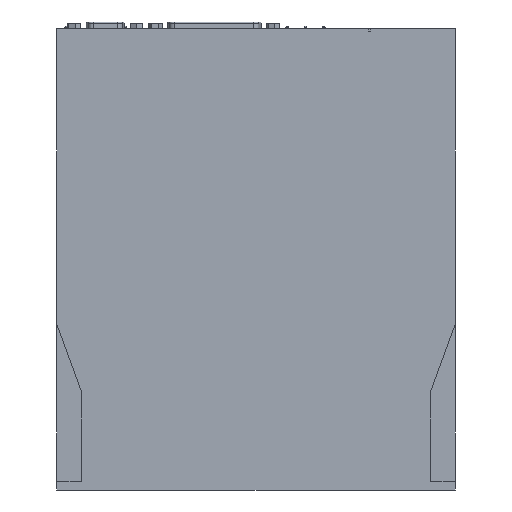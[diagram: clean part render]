
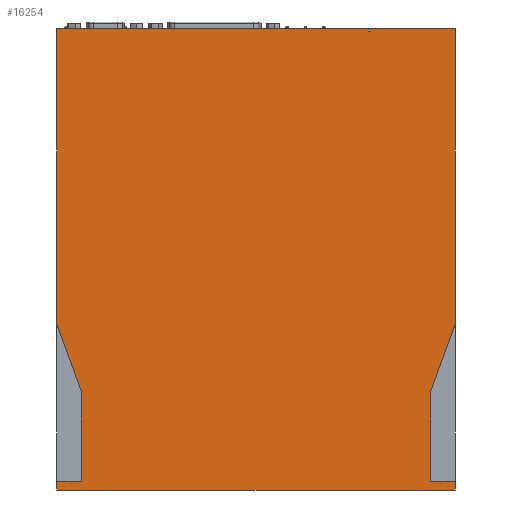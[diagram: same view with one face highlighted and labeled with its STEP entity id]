
A CAD part, front view. The second image highlights one B-rep face of the part: STEP entity #16254.
In plain terms, the highlighted planar face has unit normal (0, -1, 0).
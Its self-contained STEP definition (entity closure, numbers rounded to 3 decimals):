
#116 = LINE ( 'NONE', #11973, #17941 ) ;
#257 = VERTEX_POINT ( 'NONE', #13147 ) ;
#331 = VERTEX_POINT ( 'NONE', #8370 ) ;
#400 = CARTESIAN_POINT ( 'NONE',  ( 45., -32.5, 185. ) ) ;
#756 = EDGE_LOOP ( 'NONE', ( #17184, #14079, #19012, #11613, #15056, #7535, #2631, #3356, #17875, #11357, #8776, #17776, #12094, #13869, #6008, #14582 ) ) ;
#787 = VECTOR ( 'NONE', #19256, 1000. ) ;
#790 = CARTESIAN_POINT ( 'NONE',  ( -80., -32.5, 185. ) ) ;
#1075 = LINE ( 'NONE', #8759, #8851 ) ;
#1567 = DIRECTION ( 'NONE',  ( 1., 0., 0. ) ) ;
#1748 = LINE ( 'NONE', #3508, #7002 ) ;
#1989 = LINE ( 'NONE', #9915, #8289 ) ;
#2428 = VECTOR ( 'NONE', #13360, 1000. ) ;
#2631 = ORIENTED_EDGE ( 'NONE', *, *, #14156, .T. ) ;
#2669 = VERTEX_POINT ( 'NONE', #4607 ) ;
#2764 = LINE ( 'NONE', #21633, #7035 ) ;
#2796 = CARTESIAN_POINT ( 'NONE',  ( 70., -32.5, 0. ) ) ;
#3316 = CARTESIAN_POINT ( 'NONE',  ( 0., -32.5, 3.5 ) ) ;
#3356 = ORIENTED_EDGE ( 'NONE', *, *, #15902, .T. ) ;
#3399 = DIRECTION ( 'NONE',  ( 1., 0., 0. ) ) ;
#3508 = CARTESIAN_POINT ( 'NONE',  ( -80., -32.5, 0. ) ) ;
#3872 = VERTEX_POINT ( 'NONE', #4586 ) ;
#4308 = EDGE_CURVE ( 'NONE', #257, #3872, #21660, .T. ) ;
#4411 = VERTEX_POINT ( 'NONE', #5081 ) ;
#4586 = CARTESIAN_POINT ( 'NONE',  ( 46., -32.5, 185. ) ) ;
#4607 = CARTESIAN_POINT ( 'NONE',  ( 70., -32.5, 39.351 ) ) ;
#4984 = DIRECTION ( 'NONE',  ( 0., 0., 1. ) ) ;
#5081 = CARTESIAN_POINT ( 'NONE',  ( -80., -32.5, 0. ) ) ;
#5250 = EDGE_CURVE ( 'NONE', #2669, #7930, #15903, .T. ) ;
#5377 = LINE ( 'NONE', #15195, #14318 ) ;
#5425 = CARTESIAN_POINT ( 'NONE',  ( 80., -32.5, 0. ) ) ;
#5474 = DIRECTION ( 'NONE',  ( 0., 0., -1. ) ) ;
#6008 = ORIENTED_EDGE ( 'NONE', *, *, #4308, .F. ) ;
#6413 = EDGE_CURVE ( 'NONE', #19247, #11986, #2764, .T. ) ;
#6432 = CARTESIAN_POINT ( 'NONE',  ( 70., -32.5, 3.5 ) ) ;
#6810 = CARTESIAN_POINT ( 'NONE',  ( -80., -32.5, 185. ) ) ;
#7002 = VECTOR ( 'NONE', #9982, 1000. ) ;
#7035 = VECTOR ( 'NONE', #16314, 1000. ) ;
#7107 = VECTOR ( 'NONE', #8140, 1000. ) ;
#7455 = EDGE_CURVE ( 'NONE', #21348, #19987, #12824, .T. ) ;
#7535 = ORIENTED_EDGE ( 'NONE', *, *, #10922, .F. ) ;
#7674 = EDGE_CURVE ( 'NONE', #20502, #18396, #19380, .T. ) ;
#7825 = VECTOR ( 'NONE', #15117, 1000. ) ;
#7930 = VERTEX_POINT ( 'NONE', #9956 ) ;
#8111 = VERTEX_POINT ( 'NONE', #12489 ) ;
#8133 = CARTESIAN_POINT ( 'NONE',  ( 80., -32.5, 185. ) ) ;
#8140 = DIRECTION ( 'NONE',  ( 1., 0., 0. ) ) ;
#8215 = DIRECTION ( 'NONE',  ( 0., 0., -1. ) ) ;
#8289 = VECTOR ( 'NONE', #4984, 1000. ) ;
#8370 = CARTESIAN_POINT ( 'NONE',  ( -70., -32.5, 3.5 ) ) ;
#8466 = CARTESIAN_POINT ( 'NONE',  ( -80., -32.5, 185. ) ) ;
#8569 = LINE ( 'NONE', #8466, #7825 ) ;
#8743 = EDGE_CURVE ( 'NONE', #15257, #7930, #1075, .T. ) ;
#8759 = CARTESIAN_POINT ( 'NONE',  ( 80., -32.5, 185. ) ) ;
#8776 = ORIENTED_EDGE ( 'NONE', *, *, #17078, .T. ) ;
#8851 = VECTOR ( 'NONE', #14498, 1000. ) ;
#9214 = LINE ( 'NONE', #790, #12587 ) ;
#9307 = CARTESIAN_POINT ( 'NONE',  ( -80., -32.5, 185. ) ) ;
#9362 = DIRECTION ( 'NONE',  ( 0.342, 0., 0.94 ) ) ;
#9915 = CARTESIAN_POINT ( 'NONE',  ( -70., -32.5, 0. ) ) ;
#9956 = CARTESIAN_POINT ( 'NONE',  ( 80., -32.5, 66.825 ) ) ;
#9982 = DIRECTION ( 'NONE',  ( 1., 0., 0. ) ) ;
#10068 = VECTOR ( 'NONE', #5474, 1000. ) ;
#10725 = CARTESIAN_POINT ( 'NONE',  ( -70., -32.5, 39.351 ) ) ;
#10870 = EDGE_CURVE ( 'NONE', #3872, #15257, #16659, .T. ) ;
#10903 = EDGE_CURVE ( 'NONE', #8111, #18396, #8569, .T. ) ;
#10922 = EDGE_CURVE ( 'NONE', #16548, #331, #19864, .T. ) ;
#11342 = CARTESIAN_POINT ( 'NONE',  ( -80., -32.5, 66.825 ) ) ;
#11357 = ORIENTED_EDGE ( 'NONE', *, *, #7455, .F. ) ;
#11367 = DIRECTION ( 'NONE',  ( 1., 0., 0. ) ) ;
#11406 = PLANE ( 'NONE',  #20431 ) ;
#11613 = ORIENTED_EDGE ( 'NONE', *, *, #6413, .F. ) ;
#11717 = CARTESIAN_POINT ( 'NONE',  ( 45., -32.5, 184. ) ) ;
#11973 = CARTESIAN_POINT ( 'NONE',  ( 80., -32.5, 185. ) ) ;
#11986 = VERTEX_POINT ( 'NONE', #11342 ) ;
#12094 = ORIENTED_EDGE ( 'NONE', *, *, #8743, .F. ) ;
#12489 = CARTESIAN_POINT ( 'NONE',  ( -80., -32.5, 185. ) ) ;
#12587 = VECTOR ( 'NONE', #20949, 1000. ) ;
#12647 = DIRECTION ( 'NONE',  ( 1., 0., 0. ) ) ;
#12809 = EDGE_CURVE ( 'NONE', #331, #19247, #1989, .T. ) ;
#12824 = LINE ( 'NONE', #21453, #19072 ) ;
#13147 = CARTESIAN_POINT ( 'NONE',  ( 46., -32.5, 184. ) ) ;
#13360 = DIRECTION ( 'NONE',  ( 0., 0., 1. ) ) ;
#13869 = ORIENTED_EDGE ( 'NONE', *, *, #10870, .F. ) ;
#14079 = ORIENTED_EDGE ( 'NONE', *, *, #10903, .F. ) ;
#14135 = DIRECTION ( 'NONE',  ( 0., 0., 1. ) ) ;
#14156 = EDGE_CURVE ( 'NONE', #16548, #4411, #9214, .T. ) ;
#14251 = VECTOR ( 'NONE', #14135, 1000. ) ;
#14318 = VECTOR ( 'NONE', #3399, 1000. ) ;
#14498 = DIRECTION ( 'NONE',  ( 0., 0., -1. ) ) ;
#14582 = ORIENTED_EDGE ( 'NONE', *, *, #17883, .F. ) ;
#15056 = ORIENTED_EDGE ( 'NONE', *, *, #12809, .F. ) ;
#15117 = DIRECTION ( 'NONE',  ( 1., 0., 0. ) ) ;
#15195 = CARTESIAN_POINT ( 'NONE',  ( 0., -32.5, 184. ) ) ;
#15257 = VERTEX_POINT ( 'NONE', #8133 ) ;
#15795 = EDGE_CURVE ( 'NONE', #19987, #16859, #116, .T. ) ;
#15902 = EDGE_CURVE ( 'NONE', #4411, #16859, #1748, .T. ) ;
#15903 = LINE ( 'NONE', #19208, #17581 ) ;
#16095 = CARTESIAN_POINT ( 'NONE',  ( 80., -32.5, 3.5 ) ) ;
#16254 = ADVANCED_FACE ( 'NONE', ( #17828 ), #11406, .F. ) ;
#16314 = DIRECTION ( 'NONE',  ( -0.342, 0., 0.94 ) ) ;
#16548 = VERTEX_POINT ( 'NONE', #18028 ) ;
#16659 = LINE ( 'NONE', #6810, #7107 ) ;
#16668 = CARTESIAN_POINT ( 'NONE',  ( 46., -32.5, 184. ) ) ;
#16859 = VERTEX_POINT ( 'NONE', #5425 ) ;
#17078 = EDGE_CURVE ( 'NONE', #21348, #2669, #19653, .T. ) ;
#17184 = ORIENTED_EDGE ( 'NONE', *, *, #7674, .T. ) ;
#17581 = VECTOR ( 'NONE', #9362, 1000. ) ;
#17776 = ORIENTED_EDGE ( 'NONE', *, *, #5250, .T. ) ;
#17794 = EDGE_CURVE ( 'NONE', #8111, #11986, #20600, .T. ) ;
#17828 = FACE_OUTER_BOUND ( 'NONE', #756, .T. ) ;
#17875 = ORIENTED_EDGE ( 'NONE', *, *, #15795, .F. ) ;
#17883 = EDGE_CURVE ( 'NONE', #20502, #257, #5377, .T. ) ;
#17941 = VECTOR ( 'NONE', #8215, 1000. ) ;
#18028 = CARTESIAN_POINT ( 'NONE',  ( -80., -32.5, 3.5 ) ) ;
#18396 = VERTEX_POINT ( 'NONE', #400 ) ;
#18618 = CARTESIAN_POINT ( 'NONE',  ( -80., -32.5, 185. ) ) ;
#19012 = ORIENTED_EDGE ( 'NONE', *, *, #17794, .T. ) ;
#19072 = VECTOR ( 'NONE', #11367, 1000. ) ;
#19208 = CARTESIAN_POINT ( 'NONE',  ( 49.164, -32.5, -17.894 ) ) ;
#19247 = VERTEX_POINT ( 'NONE', #10725 ) ;
#19256 = DIRECTION ( 'NONE',  ( 0., 0., 1. ) ) ;
#19380 = LINE ( 'NONE', #21272, #787 ) ;
#19653 = LINE ( 'NONE', #2796, #14251 ) ;
#19864 = LINE ( 'NONE', #3316, #20179 ) ;
#19987 = VERTEX_POINT ( 'NONE', #16095 ) ;
#20179 = VECTOR ( 'NONE', #1567, 1000. ) ;
#20431 = AXIS2_PLACEMENT_3D ( 'NONE', #9307, #21501, #12647 ) ;
#20502 = VERTEX_POINT ( 'NONE', #11717 ) ;
#20600 = LINE ( 'NONE', #18618, #10068 ) ;
#20949 = DIRECTION ( 'NONE',  ( 0., 0., -1. ) ) ;
#21272 = CARTESIAN_POINT ( 'NONE',  ( 45., -32.5, 184. ) ) ;
#21348 = VERTEX_POINT ( 'NONE', #6432 ) ;
#21453 = CARTESIAN_POINT ( 'NONE',  ( 0., -32.5, 3.5 ) ) ;
#21501 = DIRECTION ( 'NONE',  ( 0., 1., 0. ) ) ;
#21633 = CARTESIAN_POINT ( 'NONE',  ( -49.164, -32.5, -17.894 ) ) ;
#21660 = LINE ( 'NONE', #16668, #2428 ) ;
